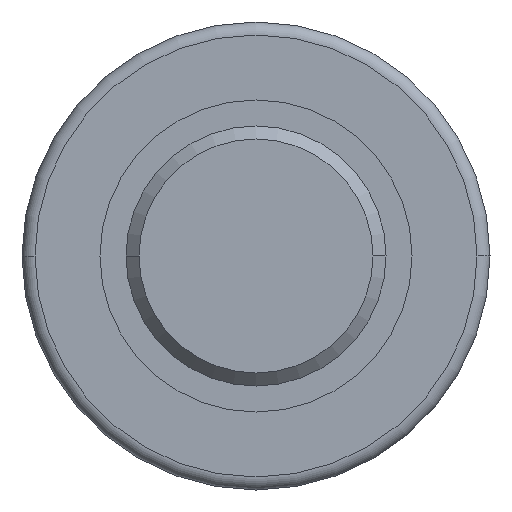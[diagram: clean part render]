
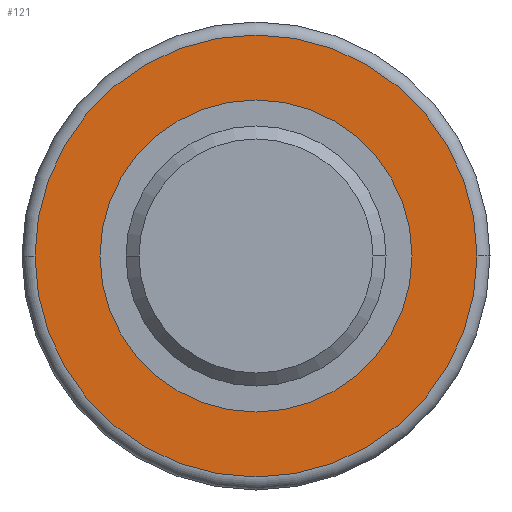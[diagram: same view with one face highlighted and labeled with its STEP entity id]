
A CAD part, front view. The second image highlights one B-rep face of the part: STEP entity #121.
In plain terms, the highlighted planar face has unit normal (0, -1, 0).
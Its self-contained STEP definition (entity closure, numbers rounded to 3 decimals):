
#2 = AXIS2_PLACEMENT_3D ( 'NONE', #109, #678, #171 ) ;
#9 = VERTEX_POINT ( 'NONE', #722 ) ;
#37 = CARTESIAN_POINT ( 'NONE',  ( 0., -8., 0. ) ) ;
#52 = FACE_OUTER_BOUND ( 'NONE', #685, .T. ) ;
#85 = VERTEX_POINT ( 'NONE', #220 ) ;
#99 = CARTESIAN_POINT ( 'NONE',  ( 9., -8., 0. ) ) ;
#101 = CARTESIAN_POINT ( 'NONE',  ( 0., -8., 0. ) ) ;
#109 = CARTESIAN_POINT ( 'NONE',  ( 0., -8., 0. ) ) ;
#121 = ADVANCED_FACE ( 'NONE', ( #52, #224 ), #427, .F. ) ;
#125 = CARTESIAN_POINT ( 'NONE',  ( 0., -8., 0. ) ) ;
#136 = EDGE_CURVE ( 'NONE', #85, #254, #701, .T. ) ;
#145 = ORIENTED_EDGE ( 'NONE', *, *, #172, .T. ) ;
#154 = CARTESIAN_POINT ( 'NONE',  ( 5.75, -8., 0. ) ) ;
#171 = DIRECTION ( 'NONE',  ( -1., 0., 0. ) ) ;
#172 = EDGE_CURVE ( 'NONE', #401, #9, #346, .T. ) ;
#174 = DIRECTION ( 'NONE',  ( 0., 1., 0. ) ) ;
#194 = ORIENTED_EDGE ( 'NONE', *, *, #136, .T. ) ;
#219 = DIRECTION ( 'NONE',  ( 0., 1., 0. ) ) ;
#220 = CARTESIAN_POINT ( 'NONE',  ( -8.5, -8., 0. ) ) ;
#224 = FACE_BOUND ( 'NONE', #535, .T. ) ;
#248 = AXIS2_PLACEMENT_3D ( 'NONE', #37, #422, #317 ) ;
#251 = ORIENTED_EDGE ( 'NONE', *, *, #723, .T. ) ;
#254 = VERTEX_POINT ( 'NONE', #602 ) ;
#317 = DIRECTION ( 'NONE',  ( -1., 0., 0. ) ) ;
#327 = DIRECTION ( 'NONE',  ( -1., 0., 0. ) ) ;
#346 = CIRCLE ( 'NONE', #500, 5.75 ) ;
#359 = ORIENTED_EDGE ( 'NONE', *, *, #712, .T. ) ;
#382 = AXIS2_PLACEMENT_3D ( 'NONE', #99, #654, #442 ) ;
#394 = DIRECTION ( 'NONE',  ( -1., 0., 0. ) ) ;
#401 = VERTEX_POINT ( 'NONE', #154 ) ;
#422 = DIRECTION ( 'NONE',  ( 0., -1., 0. ) ) ;
#427 = PLANE ( 'NONE',  #382 ) ;
#442 = DIRECTION ( 'NONE',  ( -1., 0., 0. ) ) ;
#500 = AXIS2_PLACEMENT_3D ( 'NONE', #101, #219, #327 ) ;
#535 = EDGE_LOOP ( 'NONE', ( #359, #145 ) ) ;
#595 = AXIS2_PLACEMENT_3D ( 'NONE', #125, #174, #394 ) ;
#602 = CARTESIAN_POINT ( 'NONE',  ( 8.5, -8., 0. ) ) ;
#623 = CIRCLE ( 'NONE', #595, 5.75 ) ;
#654 = DIRECTION ( 'NONE',  ( 0., 1., 0. ) ) ;
#678 = DIRECTION ( 'NONE',  ( 0., -1., 0. ) ) ;
#685 = EDGE_LOOP ( 'NONE', ( #194, #251 ) ) ;
#701 = CIRCLE ( 'NONE', #2, 8.5 ) ;
#712 = EDGE_CURVE ( 'NONE', #9, #401, #623, .T. ) ;
#715 = CIRCLE ( 'NONE', #248, 8.5 ) ;
#722 = CARTESIAN_POINT ( 'NONE',  ( -5.75, -8., 0. ) ) ;
#723 = EDGE_CURVE ( 'NONE', #254, #85, #715, .T. ) ;
